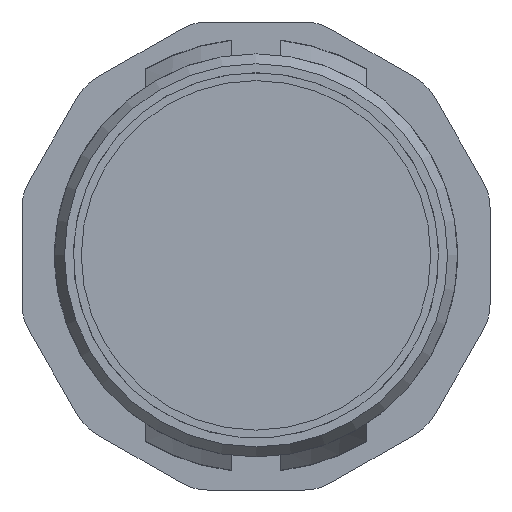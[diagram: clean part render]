
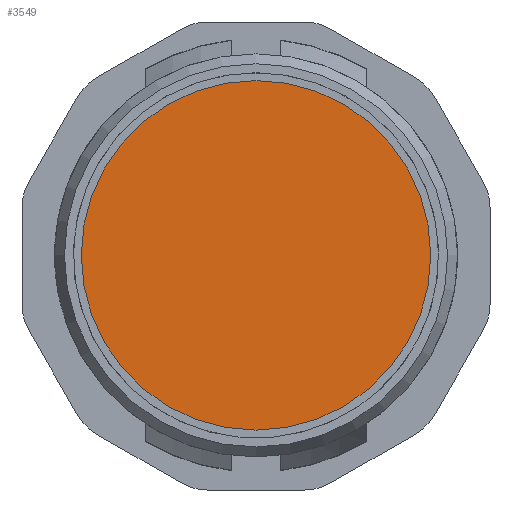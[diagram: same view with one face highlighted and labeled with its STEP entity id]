
A CAD part, front view. The second image highlights one B-rep face of the part: STEP entity #3549.
In plain terms, the highlighted planar face has unit normal (0, -1, 0).
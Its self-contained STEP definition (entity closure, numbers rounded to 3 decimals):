
#3549=ADVANCED_FACE('',(#4204),#3778,.T.);
#3778=PLANE('',#11210);
#4204=FACE_OUTER_BOUND('',#4722,.T.);
#4722=EDGE_LOOP('',(#7272));
#4964=CIRCLE('',#11209,27.315);
#7272=ORIENTED_EDGE('',*,*,#9190,.F.);
#8035=VERTEX_POINT('',#20591);
#9190=EDGE_CURVE('',#8035,#8035,#4964,.T.);
#11209=AXIS2_PLACEMENT_3D('',#20590,#13288,#13289);
#11210=AXIS2_PLACEMENT_3D('',#20592,#13290,#13291);
#13288=DIRECTION('',(0.,1.,0.));
#13289=DIRECTION('',(0.,0.,-1.));
#13290=DIRECTION('',(0.,-1.,0.));
#13291=DIRECTION('',(0.547,0.,-0.837));
#20590=CARTESIAN_POINT('',(0.,-6.,0.));
#20591=CARTESIAN_POINT('',(0.,-6.,-27.315));
#20592=CARTESIAN_POINT('',(0.,-6.,18.45));
